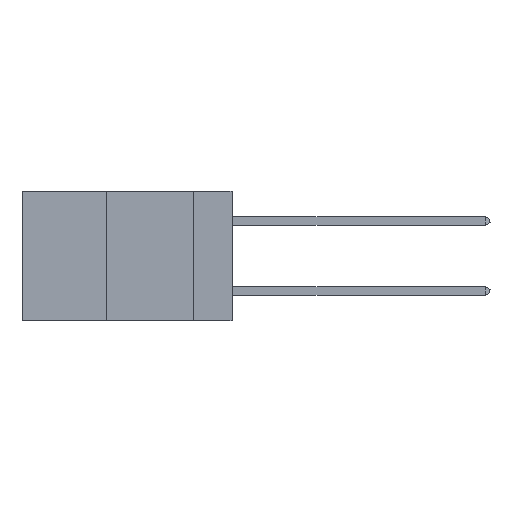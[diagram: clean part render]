
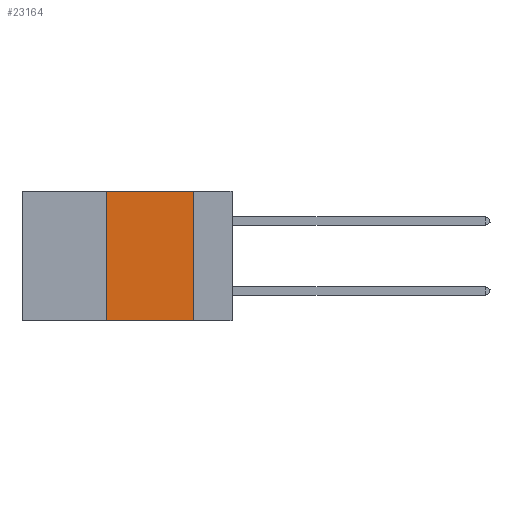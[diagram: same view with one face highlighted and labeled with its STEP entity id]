
A CAD part, left-side view. The second image highlights one B-rep face of the part: STEP entity #23164.
In plain terms, the highlighted planar face has unit normal (-1, 0, 0).
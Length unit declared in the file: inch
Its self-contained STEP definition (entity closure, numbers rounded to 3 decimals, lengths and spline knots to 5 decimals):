
#10 = DIRECTION ( 'NONE',  ( 0., -1., 0. ) ) ;
#1521 = VERTEX_POINT ( 'NONE', #13440 ) ;
#1661 = CARTESIAN_POINT ( 'NONE',  ( 0., 0.6, 0. ) ) ;
#2023 = CARTESIAN_POINT ( 'NONE',  ( 0., 0.36, 0. ) ) ;
#4194 = DIRECTION ( 'NONE',  ( 0., 0., -1. ) ) ;
#4371 = CARTESIAN_POINT ( 'NONE',  ( 0., 0.11, 0. ) ) ;
#5029 = CARTESIAN_POINT ( 'NONE',  ( 0., 0.6, -0.37 ) ) ;
#5284 = EDGE_LOOP ( 'NONE', ( #7554, #9147, #22136, #30819 ) ) ;
#6202 = CARTESIAN_POINT ( 'NONE',  ( 0., 0.36, 0. ) ) ;
#6593 = PLANE ( 'NONE',  #23818 ) ;
#6657 = FACE_OUTER_BOUND ( 'NONE', #5284, .T. ) ;
#6877 = DIRECTION ( 'NONE',  ( 0., 0., -1. ) ) ;
#7554 = ORIENTED_EDGE ( 'NONE', *, *, #30325, .F. ) ;
#8111 = CARTESIAN_POINT ( 'NONE',  ( 0., 0.11, 0. ) ) ;
#9147 = ORIENTED_EDGE ( 'NONE', *, *, #21486, .F. ) ;
#9154 = EDGE_CURVE ( 'NONE', #1521, #10948, #29477, .T. ) ;
#9478 = VECTOR ( 'NONE', #10, 39.37008 ) ;
#10179 = VERTEX_POINT ( 'NONE', #8111 ) ;
#10948 = VERTEX_POINT ( 'NONE', #6202 ) ;
#12737 = DIRECTION ( 'NONE',  ( 0., -1., 0. ) ) ;
#12849 = EDGE_CURVE ( 'NONE', #1521, #25740, #28130, .T. ) ;
#13440 = CARTESIAN_POINT ( 'NONE',  ( 0., 0.36, -0.37 ) ) ;
#18919 = VECTOR ( 'NONE', #6877, 39.37008 ) ;
#18973 = DIRECTION ( 'NONE',  ( 1., 0., 0. ) ) ;
#21486 = EDGE_CURVE ( 'NONE', #10948, #10179, #24017, .T. ) ;
#21750 = DIRECTION ( 'NONE',  ( 0., 0., 1. ) ) ;
#21941 = CARTESIAN_POINT ( 'NONE',  ( 0., 0.11, -0.37 ) ) ;
#22136 = ORIENTED_EDGE ( 'NONE', *, *, #9154, .F. ) ;
#23164 = ADVANCED_FACE ( 'NONE', ( #6657 ), #6593, .F. ) ;
#23818 = AXIS2_PLACEMENT_3D ( 'NONE', #1661, #18973, #4194 ) ;
#24017 = LINE ( 'NONE', #27260, #31169 ) ;
#25740 = VERTEX_POINT ( 'NONE', #21941 ) ;
#27260 = CARTESIAN_POINT ( 'NONE',  ( 0., 0.6, 0. ) ) ;
#28130 = LINE ( 'NONE', #5029, #9478 ) ;
#28798 = LINE ( 'NONE', #4371, #18919 ) ;
#29477 = LINE ( 'NONE', #2023, #30238 ) ;
#30238 = VECTOR ( 'NONE', #21750, 39.37008 ) ;
#30325 = EDGE_CURVE ( 'NONE', #10179, #25740, #28798, .T. ) ;
#30819 = ORIENTED_EDGE ( 'NONE', *, *, #12849, .T. ) ;
#31169 = VECTOR ( 'NONE', #12737, 39.37008 ) ;
